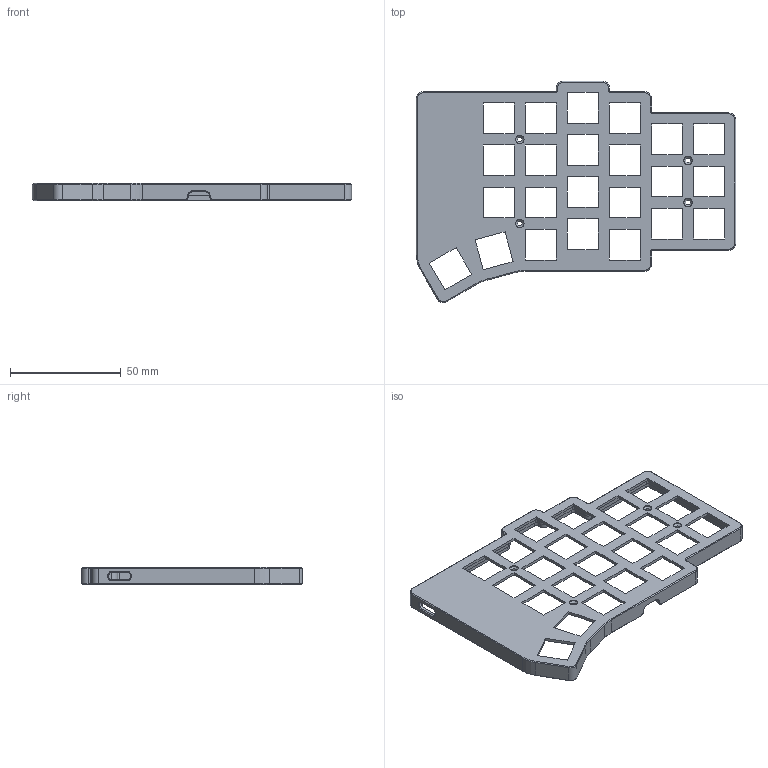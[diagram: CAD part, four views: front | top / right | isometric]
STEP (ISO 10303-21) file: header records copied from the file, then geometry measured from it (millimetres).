
FILE_DESCRIPTION(('FreeCAD Model'),'2;1');
FILE_NAME('Open CASCADE Shape Model','2025-01-10T16:30:18',(''),(''), 'Open CASCADE STEP processor 7.6','FreeCAD','Unknown');
FILE_SCHEMA(('AUTOMOTIVE_DESIGN { 1 0 10303 214 1 1 1 1 }'));
Length unit declared in the file: millimetre
Products named in the file (1): Top-Mirrored
Bounding box: 144.25 x 99.98 x 7.8 mm (x, y, z)
Volume: 18181.1 mm3; surface area: 22507.9 mm2
Topology: 1 solids, 1 shells, 526 faces, 1418 edges, 920 vertices
Faces by surface type: plane 321, cylinder 163, cone 42
Full cylindrical faces by diameter (mm): 2.2 x4, 3.8 x4
Entity records: 16550 total; most frequent: CARTESIAN_POINT 2865, DIRECTION 2850, ORIENTED_EDGE 2836, EDGE_CURVE 1418, LINE 1040, VECTOR 1040, VERTEX_POINT 920, AXIS2_PLACEMENT_3D 905
